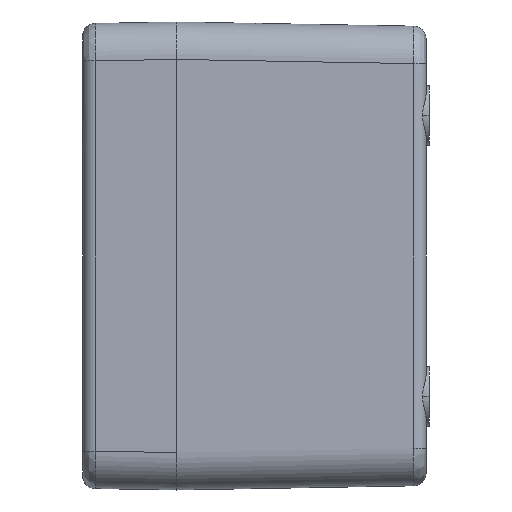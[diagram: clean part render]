
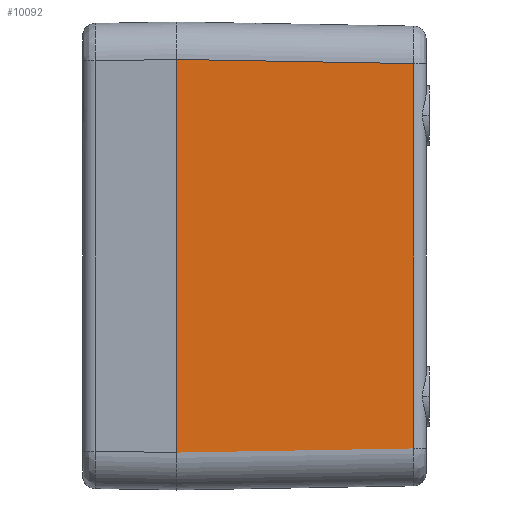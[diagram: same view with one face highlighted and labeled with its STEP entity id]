
A CAD part, left-side view. The second image highlights one B-rep face of the part: STEP entity #10092.
In plain terms, the highlighted planar face has unit normal (-1, -0.018, 0).
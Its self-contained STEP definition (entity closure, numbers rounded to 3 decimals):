
#412 = LINE ( 'NONE', #8359, #9786 ) ;
#793 = EDGE_LOOP ( 'NONE', ( #6451, #5400, #2707, #10540 ) ) ;
#1473 = LINE ( 'NONE', #5425, #6749 ) ;
#1652 = CARTESIAN_POINT ( 'NONE',  ( -55., 0., 31.501 ) ) ;
#1901 = CARTESIAN_POINT ( 'NONE',  ( -54.336, -38.035, 30.837 ) ) ;
#2707 = ORIENTED_EDGE ( 'NONE', *, *, #11459, .T. ) ;
#2943 = VECTOR ( 'NONE', #12681, 1000. ) ;
#3622 = LINE ( 'NONE', #5780, #11277 ) ;
#3840 = VERTEX_POINT ( 'NONE', #6966 ) ;
#4578 = EDGE_CURVE ( 'NONE', #5593, #6150, #412, .T. ) ;
#4941 = EDGE_CURVE ( 'NONE', #6747, #6150, #11500, .T. ) ;
#5106 = CARTESIAN_POINT ( 'NONE',  ( -55., 0., -40.257 ) ) ;
#5400 = ORIENTED_EDGE ( 'NONE', *, *, #7227, .T. ) ;
#5425 = CARTESIAN_POINT ( 'NONE',  ( -55., 0., -31.501 ) ) ;
#5547 = DIRECTION ( 'NONE',  ( 0.017, -1., 0.017 ) ) ;
#5593 = VERTEX_POINT ( 'NONE', #7365 ) ;
#5780 = CARTESIAN_POINT ( 'NONE',  ( -55., 0., 31.501 ) ) ;
#6150 = VERTEX_POINT ( 'NONE', #1901 ) ;
#6451 = ORIENTED_EDGE ( 'NONE', *, *, #4941, .F. ) ;
#6747 = VERTEX_POINT ( 'NONE', #10601 ) ;
#6749 = VECTOR ( 'NONE', #5547, 1000. ) ;
#6966 = CARTESIAN_POINT ( 'NONE',  ( -55., 0., -31.501 ) ) ;
#7109 = AXIS2_PLACEMENT_3D ( 'NONE', #5106, #10232, #11259 ) ;
#7227 = EDGE_CURVE ( 'NONE', #6747, #3840, #3622, .T. ) ;
#7365 = CARTESIAN_POINT ( 'NONE',  ( -54.336, -38.035, -30.837 ) ) ;
#8359 = CARTESIAN_POINT ( 'NONE',  ( -54.336, -38.035, -30.837 ) ) ;
#9182 = FACE_OUTER_BOUND ( 'NONE', #793, .T. ) ;
#9219 = DIRECTION ( 'NONE',  ( 0., 0., 1. ) ) ;
#9786 = VECTOR ( 'NONE', #9219, 1000. ) ;
#10092 = ADVANCED_FACE ( 'NONE', ( #9182 ), #11207, .T. ) ;
#10232 = DIRECTION ( 'NONE',  ( -1., -0.017, 0. ) ) ;
#10540 = ORIENTED_EDGE ( 'NONE', *, *, #4578, .T. ) ;
#10601 = CARTESIAN_POINT ( 'NONE',  ( -55., 0., 31.501 ) ) ;
#10713 = DIRECTION ( 'NONE',  ( 0., 0., -1. ) ) ;
#11207 = PLANE ( 'NONE',  #7109 ) ;
#11259 = DIRECTION ( 'NONE',  ( -0.017, 1., 0. ) ) ;
#11277 = VECTOR ( 'NONE', #10713, 1000. ) ;
#11459 = EDGE_CURVE ( 'NONE', #3840, #5593, #1473, .T. ) ;
#11500 = LINE ( 'NONE', #1652, #2943 ) ;
#12681 = DIRECTION ( 'NONE',  ( 0.017, -1., -0.017 ) ) ;
